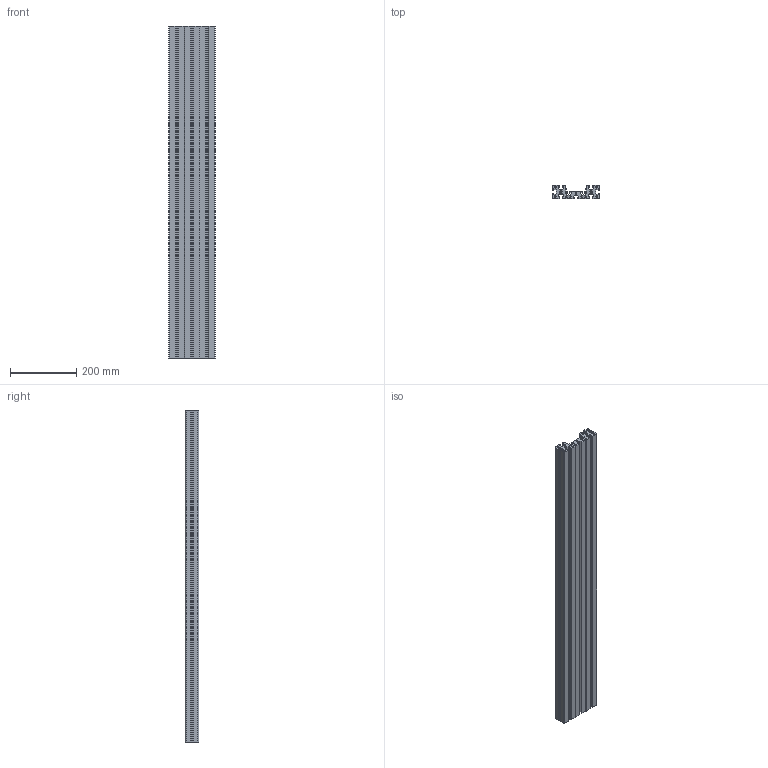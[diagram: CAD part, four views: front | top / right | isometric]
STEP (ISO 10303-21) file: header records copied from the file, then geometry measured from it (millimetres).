
FILE_DESCRIPTION (( 'STEP AP203' ), '1' );
FILE_NAME ('AL14140 Àëþìèíèåâûé êîíñòðóêöèîííûé ïðîôèëü.STEP', '2023-11-20T07:16:59', ( '' ), ( '' ), 'SwSTEP 2.0', 'SolidWorks 2021', '' );
FILE_SCHEMA (( 'CONFIG_CONTROL_DESIGN' ));
Length unit declared in the file: millimetre
Products named in the file (1): AL14140 Àëþìèíèåâûé êîíñòðóêöèîííûé ïðîôèëü
Bounding box: 141 x 40 x 1000 mm (x, y, z)
Volume: 2824811 mm3; surface area: 922521 mm2
Topology: 1 solids, 1 shells, 342 faces, 1020 edges, 680 vertices
Faces by surface type: cylinder 196, plane 146
Entity records: 11749 total; most frequent: DIRECTION 2098, CARTESIAN_POINT 2043, ORIENTED_EDGE 2040, EDGE_CURVE 1020, AXIS2_PLACEMENT_3D 735, VERTEX_POINT 680, LINE 628, VECTOR 628
